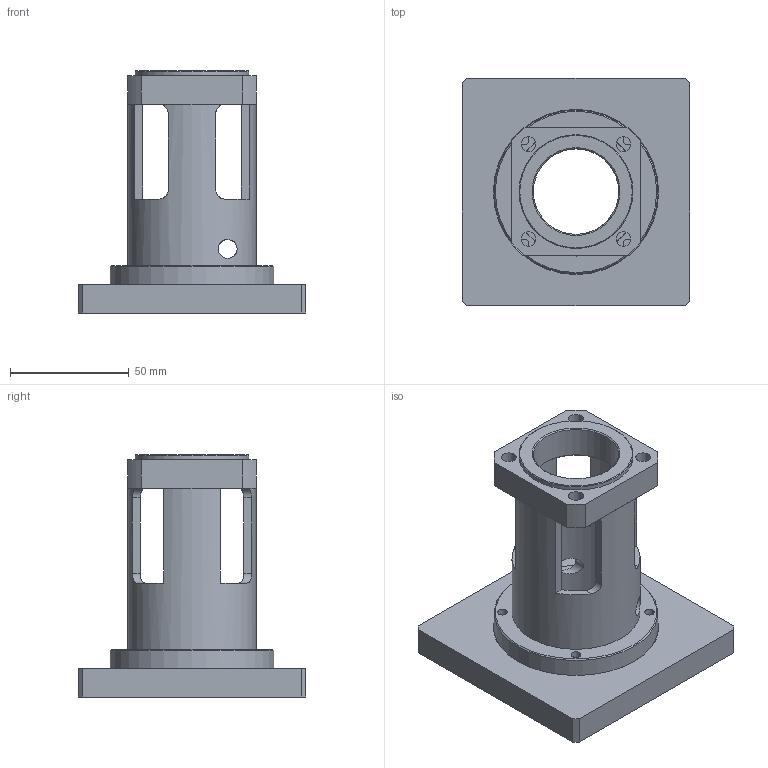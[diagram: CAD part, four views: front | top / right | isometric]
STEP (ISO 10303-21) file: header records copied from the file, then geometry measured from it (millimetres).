
FILE_DESCRIPTION(/* description */ (''),/* implementation_level */ '2;1');
FILE_NAME(/* name */ 'VK CTV145_MTV80 96 X 96 GESM1924.stp',/* time_stamp */ '2015-08-27T13:18:36+01:00',/* author */ ('Hypex'),/* organization */ ('Hypex'),/* preprocessor_version */ 'ST-DEVELOPER v15.2',/* originating_system */ 'Autodesk Inventor 2014',/* authorisation */ '');
FILE_SCHEMA (('AUTOMOTIVE_DESIGN { 1 0 10303 214 3 1 1 }'));
Length unit declared in the file: millimetre
Products named in the file (1): VK CTV145_MTV80 96 X 96 GESM1924
Bounding box: 96 x 96 x 102 mm (x, y, z)
Volume: 149903.4 mm3; surface area: 50467.8 mm2
Topology: 1 solids, 2 shells, 72 faces, 203 edges, 135 vertices
Faces by surface type: plane 36, cylinder 29, cone 7
Full cylindrical faces by diameter (mm): 4.134 x4, 6.2 x4, 8 x2, 36 x1, 48 x3, 54 x1, 69 x2
Entity records: 2504 total; most frequent: CARTESIAN_POINT 647, DIRECTION 356, ORIENTED_EDGE 334, EDGE_CURVE 167, AXIS2_PLACEMENT_3D 136, VERTEX_POINT 123, EDGE_LOOP 120, LINE 84
